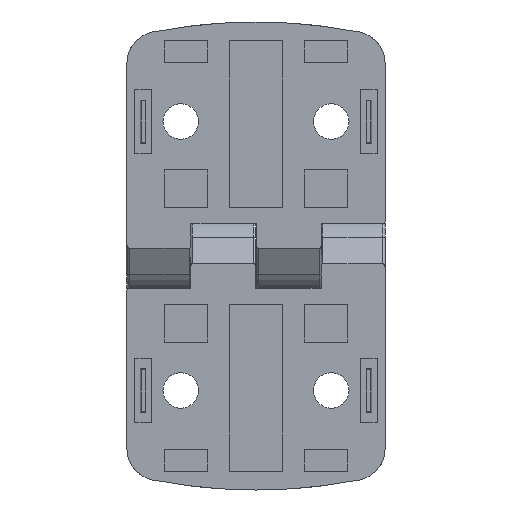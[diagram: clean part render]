
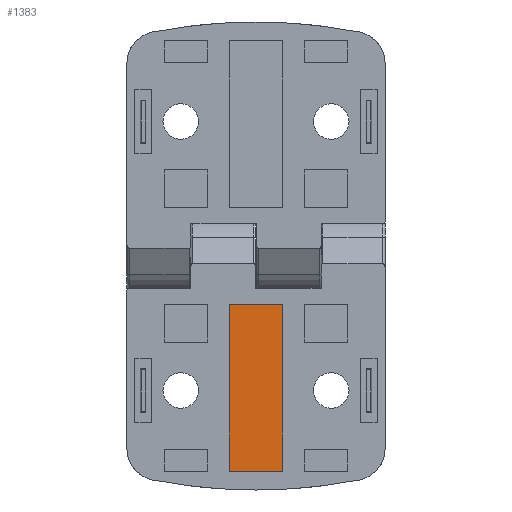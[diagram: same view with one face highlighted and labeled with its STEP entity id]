
A CAD part, front view. The second image highlights one B-rep face of the part: STEP entity #1383.
In plain terms, the highlighted planar face has unit normal (0, -1, 0).
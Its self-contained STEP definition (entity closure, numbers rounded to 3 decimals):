
#130 = EDGE_CURVE ( 'NONE', #4435, #3901, #4293, .T. ) ;
#195 = CARTESIAN_POINT ( 'NONE',  ( -5., 1., -9. ) ) ;
#321 = CARTESIAN_POINT ( 'NONE',  ( -5., 1., -40. ) ) ;
#500 = VERTEX_POINT ( 'NONE', #884 ) ;
#695 = ORIENTED_EDGE ( 'NONE', *, *, #853, .T. ) ;
#707 = VECTOR ( 'NONE', #2946, 1000. ) ;
#853 = EDGE_CURVE ( 'NONE', #3901, #500, #1906, .T. ) ;
#884 = CARTESIAN_POINT ( 'NONE',  ( 5., 1., -40. ) ) ;
#949 = FACE_OUTER_BOUND ( 'NONE', #4282, .T. ) ;
#969 = ORIENTED_EDGE ( 'NONE', *, *, #3575, .T. ) ;
#1144 = CARTESIAN_POINT ( 'NONE',  ( 5., 1., -9. ) ) ;
#1330 = CARTESIAN_POINT ( 'NONE',  ( 5., 1., -40. ) ) ;
#1383 = ADVANCED_FACE ( 'NONE', ( #949 ), #1527, .T. ) ;
#1404 = VERTEX_POINT ( 'NONE', #1144 ) ;
#1527 = PLANE ( 'NONE',  #2296 ) ;
#1636 = VECTOR ( 'NONE', #4559, 1000. ) ;
#1783 = LINE ( 'NONE', #1330, #707 ) ;
#1906 = LINE ( 'NONE', #5053, #2023 ) ;
#2023 = VECTOR ( 'NONE', #2701, 1000. ) ;
#2296 = AXIS2_PLACEMENT_3D ( 'NONE', #321, #5097, #2735 ) ;
#2520 = CARTESIAN_POINT ( 'NONE',  ( -5., 1., -40. ) ) ;
#2536 = CARTESIAN_POINT ( 'NONE',  ( -5., 1., -40. ) ) ;
#2701 = DIRECTION ( 'NONE',  ( 1., 0., 0. ) ) ;
#2735 = DIRECTION ( 'NONE',  ( 0., 0., -1. ) ) ;
#2918 = CARTESIAN_POINT ( 'NONE',  ( -5., 1., -9. ) ) ;
#2946 = DIRECTION ( 'NONE',  ( 0., 0., 1. ) ) ;
#3575 = EDGE_CURVE ( 'NONE', #500, #1404, #1783, .T. ) ;
#3626 = VECTOR ( 'NONE', #4886, 1000. ) ;
#3901 = VERTEX_POINT ( 'NONE', #2520 ) ;
#4066 = ORIENTED_EDGE ( 'NONE', *, *, #4554, .T. ) ;
#4282 = EDGE_LOOP ( 'NONE', ( #695, #969, #4066, #4799 ) ) ;
#4293 = LINE ( 'NONE', #2536, #3626 ) ;
#4435 = VERTEX_POINT ( 'NONE', #2918 ) ;
#4554 = EDGE_CURVE ( 'NONE', #1404, #4435, #4677, .T. ) ;
#4559 = DIRECTION ( 'NONE',  ( -1., 0., 0. ) ) ;
#4677 = LINE ( 'NONE', #195, #1636 ) ;
#4799 = ORIENTED_EDGE ( 'NONE', *, *, #130, .T. ) ;
#4886 = DIRECTION ( 'NONE',  ( 0., 0., -1. ) ) ;
#5053 = CARTESIAN_POINT ( 'NONE',  ( -5., 1., -40. ) ) ;
#5097 = DIRECTION ( 'NONE',  ( 0., -1., 0. ) ) ;
